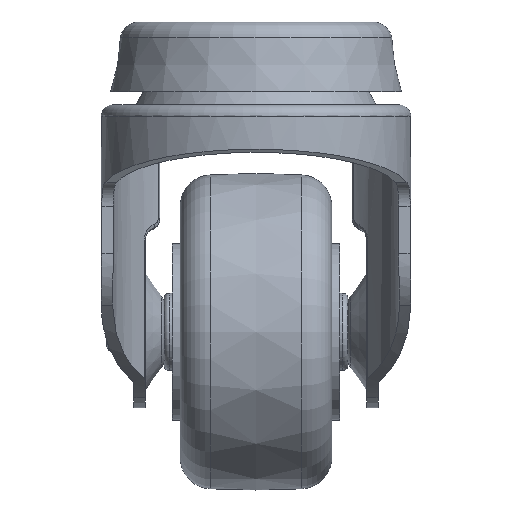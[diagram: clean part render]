
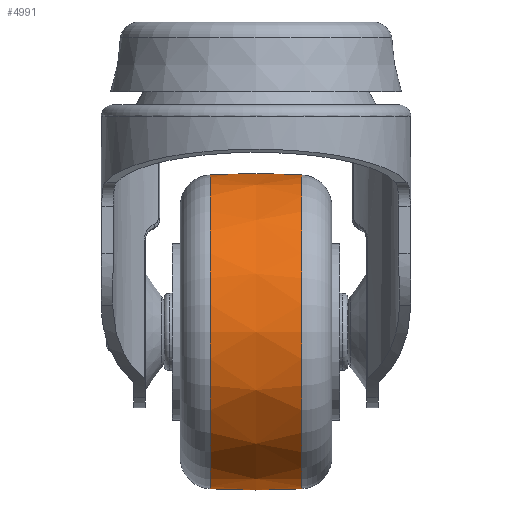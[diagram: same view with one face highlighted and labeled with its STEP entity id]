
A CAD part, left-side view. The second image highlights one B-rep face of the part: STEP entity #4991.
In plain terms, the highlighted free-form (B-spline) face has degree [2, 2] with [3, 9] control points.
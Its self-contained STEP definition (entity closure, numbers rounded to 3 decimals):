
#19=(
BOUNDED_SURFACE()
B_SPLINE_SURFACE(2,2,((#12254,#12255,#12256,#12257,#12258,#12259,#12260,
#12261,#12262),(#12263,#12264,#12265,#12266,#12267,#12268,#12269,#12270,
#12271),(#12272,#12273,#12274,#12275,#12276,#12277,#12278,#12279,#12280)),
 .UNSPECIFIED.,.F.,.T.,.F.)
B_SPLINE_SURFACE_WITH_KNOTS((3,3),(3,2,2,2,3),(-0.05,0.05),
(-3.142,-1.571,0.,1.571,3.142),
 .UNSPECIFIED.)
GEOMETRIC_REPRESENTATION_ITEM()
RATIONAL_B_SPLINE_SURFACE(((1.,0.707,1.,0.707,1.,
0.707,1.,0.707,1.),(0.999,0.706,
0.999,0.706,0.999,0.706,
0.999,0.706,0.999),(1.,0.707,
1.,0.707,1.,0.707,1.,0.707,1.)))
REPRESENTATION_ITEM('')
SURFACE()
);
#588=FACE_OUTER_BOUND('',#929,.T.);
#929=EDGE_LOOP('',(#3773,#3774,#3775,#3776));
#1824=CIRCLE('',#5565,24.818);
#1825=CIRCLE('',#5566,144.25);
#1826=CIRCLE('',#5567,24.818);
#2223=VERTEX_POINT('',#12251);
#2224=VERTEX_POINT('',#12281);
#2784=EDGE_CURVE('',#2223,#2223,#1824,.T.);
#2785=EDGE_CURVE('',#2223,#2224,#1825,.T.);
#2786=EDGE_CURVE('',#2224,#2224,#1826,.T.);
#3773=ORIENTED_EDGE('',*,*,#2784,.F.);
#3774=ORIENTED_EDGE('',*,*,#2785,.T.);
#3775=ORIENTED_EDGE('',*,*,#2786,.T.);
#3776=ORIENTED_EDGE('',*,*,#2785,.F.);
#4991=ADVANCED_FACE('',(#588),#19,.F.);
#5565=AXIS2_PLACEMENT_3D('',#12253,#6583,#6584);
#5566=AXIS2_PLACEMENT_3D('',#12282,#6585,#6586);
#5567=AXIS2_PLACEMENT_3D('',#12283,#6587,#6588);
#6583=DIRECTION('center_axis',(0.,-1.,0.));
#6584=DIRECTION('ref_axis',(0.,0.,
1.));
#6585=DIRECTION('center_axis',(-1.,0.,0.));
#6586=DIRECTION('ref_axis',(0.,0.,
1.));
#6587=DIRECTION('center_axis',(0.,-1.,0.));
#6588=DIRECTION('ref_axis',(0.,0.,
1.));
#12251=CARTESIAN_POINT('',(0.,-7.251,24.818));
#12253=CARTESIAN_POINT('Origin',(0.,-7.251,
0.));
#12254=CARTESIAN_POINT('Ctrl Pts',(0.,7.251,
24.818));
#12255=CARTESIAN_POINT('Ctrl Pts',(-24.818,7.251,24.818));
#12256=CARTESIAN_POINT('Ctrl Pts',(-24.818,7.251,0.));
#12257=CARTESIAN_POINT('Ctrl Pts',(-24.818,7.251,-24.818));
#12258=CARTESIAN_POINT('Ctrl Pts',(0.,7.251,
-24.818));
#12259=CARTESIAN_POINT('Ctrl Pts',(24.818,7.251,-24.818));
#12260=CARTESIAN_POINT('Ctrl Pts',(24.818,7.251,0.));
#12261=CARTESIAN_POINT('Ctrl Pts',(24.818,7.251,24.818));
#12262=CARTESIAN_POINT('Ctrl Pts',(0.,7.251,
24.818));
#12263=CARTESIAN_POINT('Ctrl Pts',(0.,0.,
25.183));
#12264=CARTESIAN_POINT('Ctrl Pts',(-25.183,0.,
25.183));
#12265=CARTESIAN_POINT('Ctrl Pts',(-25.183,0.,
0.));
#12266=CARTESIAN_POINT('Ctrl Pts',(-25.183,0.,
-25.183));
#12267=CARTESIAN_POINT('Ctrl Pts',(0.,0.,
-25.183));
#12268=CARTESIAN_POINT('Ctrl Pts',(25.183,0.,
-25.183));
#12269=CARTESIAN_POINT('Ctrl Pts',(25.183,0.,
0.));
#12270=CARTESIAN_POINT('Ctrl Pts',(25.183,0.,
25.183));
#12271=CARTESIAN_POINT('Ctrl Pts',(0.,0.,
25.183));
#12272=CARTESIAN_POINT('Ctrl Pts',(0.,-7.251,
24.818));
#12273=CARTESIAN_POINT('Ctrl Pts',(-24.818,-7.251,
24.818));
#12274=CARTESIAN_POINT('Ctrl Pts',(-24.818,-7.251,
0.));
#12275=CARTESIAN_POINT('Ctrl Pts',(-24.818,-7.251,
-24.818));
#12276=CARTESIAN_POINT('Ctrl Pts',(0.,-7.251,
-24.818));
#12277=CARTESIAN_POINT('Ctrl Pts',(24.818,-7.251,-24.818));
#12278=CARTESIAN_POINT('Ctrl Pts',(24.818,-7.251,0.));
#12279=CARTESIAN_POINT('Ctrl Pts',(24.818,-7.251,24.818));
#12280=CARTESIAN_POINT('Ctrl Pts',(0.,-7.251,
24.818));
#12281=CARTESIAN_POINT('',(0.,7.251,24.818));
#12282=CARTESIAN_POINT('Origin',(0.,0.,
-119.25));
#12283=CARTESIAN_POINT('Origin',(0.,7.251,
0.));
